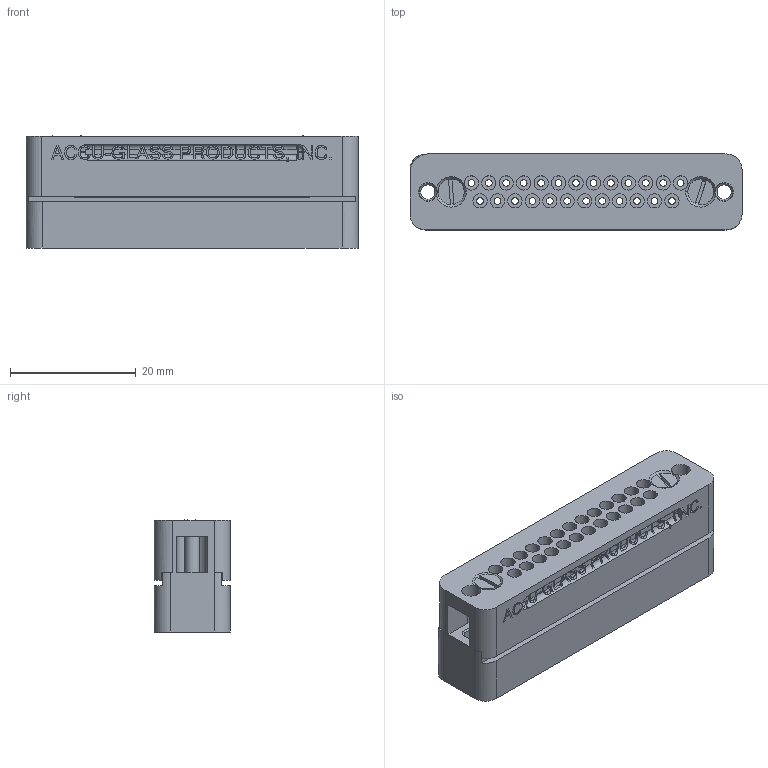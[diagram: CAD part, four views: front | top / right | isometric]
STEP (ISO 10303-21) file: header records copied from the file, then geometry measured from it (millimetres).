
FILE_DESCRIPTION (( 'STEP AP203' ), '1' );
FILE_NAME ('100420 ACCU-GLASS PRODUCTS, INC.STEP', '2010-08-19T17:58:08', ( ' ' ), ( ' ' ), 'SwSTEP 2.0', 'SolidWorks 2006004', '' );
FILE_SCHEMA (( 'CONFIG_CONTROL_DESIGN' ));
Length unit declared in the file: inch
Products named in the file (1): 100420 ACCU-GLASS PRODUCTS, INC
Bounding box: 52.7 x 12.06 x 17.78 mm (x, y, z)
Volume: 7226.3 mm3; surface area: 7138.6 mm2
Topology: 1 solids, 1 shells, 631 faces, 1877 edges, 1259 vertices
Faces by surface type: bspline 229, plane 220, cylinder 166, cone 16
Entity records: 25313 total; most frequent: CARTESIAN_POINT 9576, ORIENTED_EDGE 3754, DIRECTION 2462, EDGE_CURVE 1877, VERTEX_POINT 1259, VECTOR 880, LINE 880, AXIS2_PLACEMENT_3D 791
